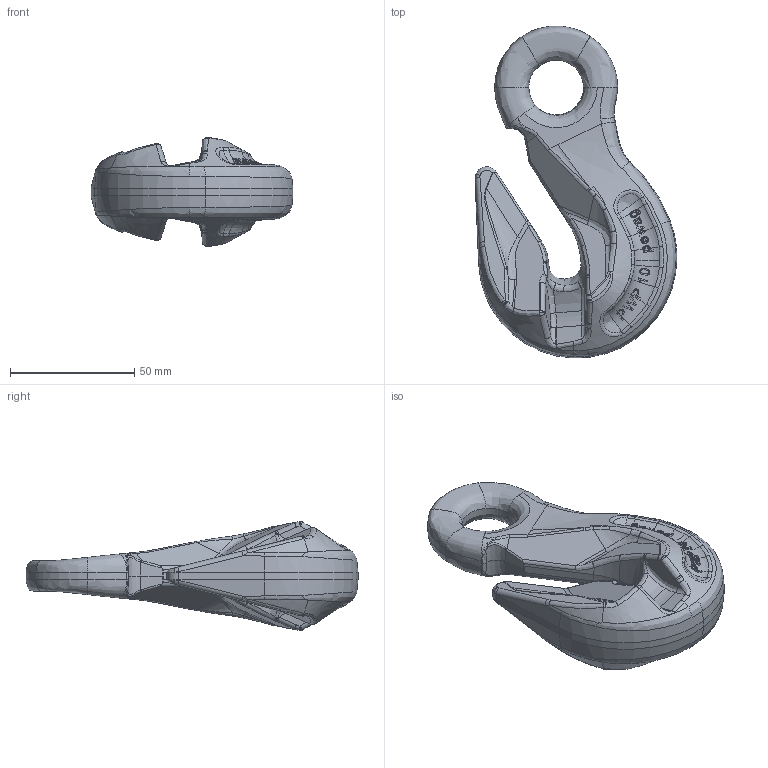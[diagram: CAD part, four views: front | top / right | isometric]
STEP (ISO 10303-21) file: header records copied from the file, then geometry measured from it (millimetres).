
FILE_DESCRIPTION(('STEP AP203'),'1');
FILE_NAME('pwp_10.stp','2018-11-19T12:45:40',('TraceParts'),('TraceParts S.A.'),'Spatial InterOp 3D',' ',' ');
FILE_SCHEMA(('CONFIG_CONTROL_DESIGN'));
Length unit declared in the file: millimetre
Products named in the file (1): 1
Bounding box: 81.35 x 133.75 x 43.91 mm (x, y, z)
Volume: 130703.4 mm3; surface area: 21984.6 mm2
Topology: 1 solids, 1 shells, 574 faces, 1522 edges, 938 vertices
Faces by surface type: bspline 202, plane 109, extrusion 106, cylinder 69, torus 46, cone 24, sphere 18
Entity records: 29355 total; most frequent: CARTESIAN_POINT 17610, ORIENTED_EDGE 3000, DIRECTION 1518, EDGE_CURVE 1500, B_SPLINE_CURVE_WITH_KNOTS 1008, VERTEX_POINT 940, EDGE_LOOP 586, ADVANCED_FACE 574
